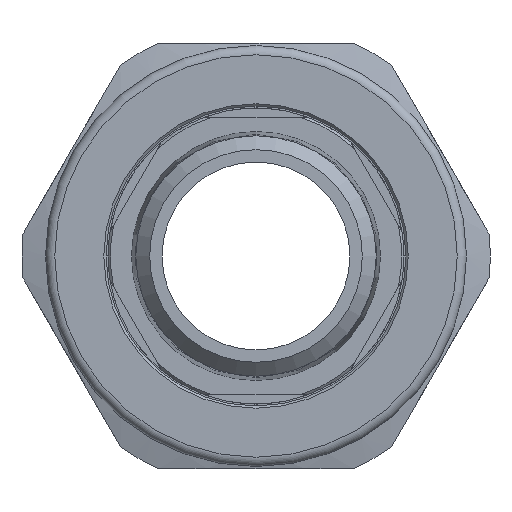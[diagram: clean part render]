
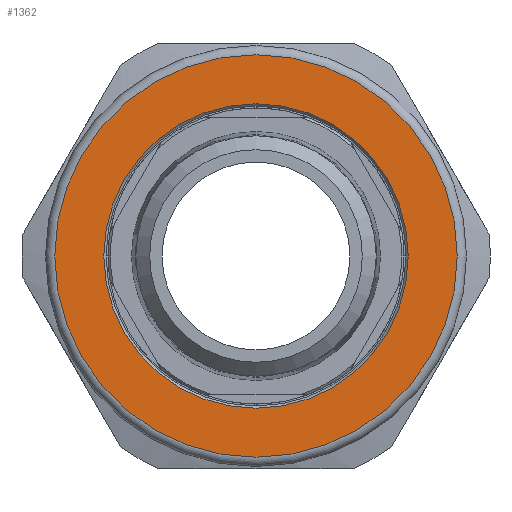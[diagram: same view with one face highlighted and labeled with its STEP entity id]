
A CAD part, left-side view. The second image highlights one B-rep face of the part: STEP entity #1362.
In plain terms, the highlighted planar face has unit normal (-1, 0, 0).
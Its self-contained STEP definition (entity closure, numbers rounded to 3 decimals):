
#22 = EDGE_LOOP ( 'NONE', ( #2129 ) ) ;
#303 = PLANE ( 'NONE',  #2168 ) ;
#426 = FACE_BOUND ( 'NONE', #22, .T. ) ;
#459 = ORIENTED_EDGE ( 'NONE', *, *, #732, .F. ) ;
#498 = AXIS2_PLACEMENT_3D ( 'NONE', #1802, #595, #780 ) ;
#519 = EDGE_LOOP ( 'NONE', ( #459 ) ) ;
#595 = DIRECTION ( 'NONE',  ( 1., 0., 0. ) ) ;
#732 = EDGE_CURVE ( 'NONE', #1661, #1661, #1475, .T. ) ;
#780 = DIRECTION ( 'NONE',  ( 0., 0., -1. ) ) ;
#795 = VERTEX_POINT ( 'NONE', #855 ) ;
#827 = CARTESIAN_POINT ( 'NONE',  ( -6.13, 0., -21.75 ) ) ;
#844 = CIRCLE ( 'NONE', #1953, 16.45 ) ;
#855 = CARTESIAN_POINT ( 'NONE',  ( -6.13, 0., 16.45 ) ) ;
#1019 = CARTESIAN_POINT ( 'NONE',  ( -6.13, 0., 0. ) ) ;
#1166 = DIRECTION ( 'NONE',  ( -1., 0., 0. ) ) ;
#1265 = FACE_OUTER_BOUND ( 'NONE', #519, .T. ) ;
#1362 = ADVANCED_FACE ( 'NONE', ( #426, #1265 ), #303, .T. ) ;
#1410 = EDGE_CURVE ( 'NONE', #795, #795, #844, .T. ) ;
#1475 = CIRCLE ( 'NONE', #498, 21.75 ) ;
#1503 = CARTESIAN_POINT ( 'NONE',  ( -6.13, 0., 0. ) ) ;
#1521 = DIRECTION ( 'NONE',  ( 0., 0., 1. ) ) ;
#1544 = DIRECTION ( 'NONE',  ( 0., 0., 1. ) ) ;
#1661 = VERTEX_POINT ( 'NONE', #827 ) ;
#1802 = CARTESIAN_POINT ( 'NONE',  ( -6.13, 0., 0. ) ) ;
#1953 = AXIS2_PLACEMENT_3D ( 'NONE', #1019, #2251, #1544 ) ;
#2129 = ORIENTED_EDGE ( 'NONE', *, *, #1410, .T. ) ;
#2168 = AXIS2_PLACEMENT_3D ( 'NONE', #1503, #1166, #1521 ) ;
#2251 = DIRECTION ( 'NONE',  ( 1., 0., 0. ) ) ;
